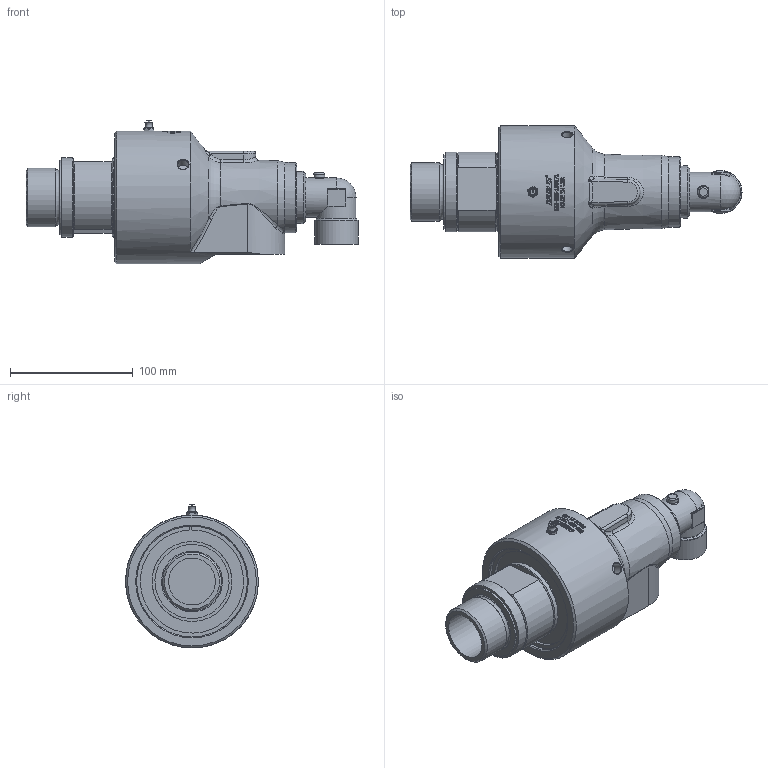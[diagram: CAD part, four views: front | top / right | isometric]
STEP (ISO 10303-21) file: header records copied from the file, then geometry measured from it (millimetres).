
FILE_DESCRIPTION(/* description */ (''),/* implementation_level */ '2;1');
FILE_NAME(/* name */ '555-385-198171-IC.stp',/* time_stamp */ '2020-05-20T14:00:35-05:00',/* author */ ('GALINDOLM'),/* organization */ (''),/* preprocessor_version */ 'ST-DEVELOPER v18',/* originating_system */ 'Autodesk Inventor 2020',/* authorisation */ '');
FILE_SCHEMA (('AUTOMOTIVE_DESIGN { 1 0 10303 214 3 1 1 }'));
Products named in the file (1): 555-385-198171-IC
Bounding box: 269.95 x 108 x 116.97 mm (x, y, z)
Volume: 1012537.6 mm3; surface area: 108287.8 mm2
Topology: 1 solids, 3 shells, 765 faces, 2023 edges, 1301 vertices
Faces by surface type: bspline 315, plane 259, cylinder 129, cone 33, sphere 15, torus 14
Full cylindrical faces by diameter (mm): 1.5 x1, 3.12 x2, 5.359 x1, 8.6 x3, 23 x1, 24 x1, 32 x2, 35 x1, 37.313 x1, 38.1 x1, 43.256 x1, 47.86 x1, 49.423 x1, 56.3 x1, 57 x1, 60.325 x1, 65 x2, 90.07 x1, 91 x1, 97.2 x1, 108 x1
Entity records: 96480 total; most frequent: CARTESIAN_POINT 78568, ORIENTED_EDGE 3988, DIRECTION 2828, EDGE_CURVE 1994, VERTEX_POINT 1301, AXIS2_PLACEMENT_3D 1039, EDGE_LOOP 834, FACE_OUTER_BOUND 765
